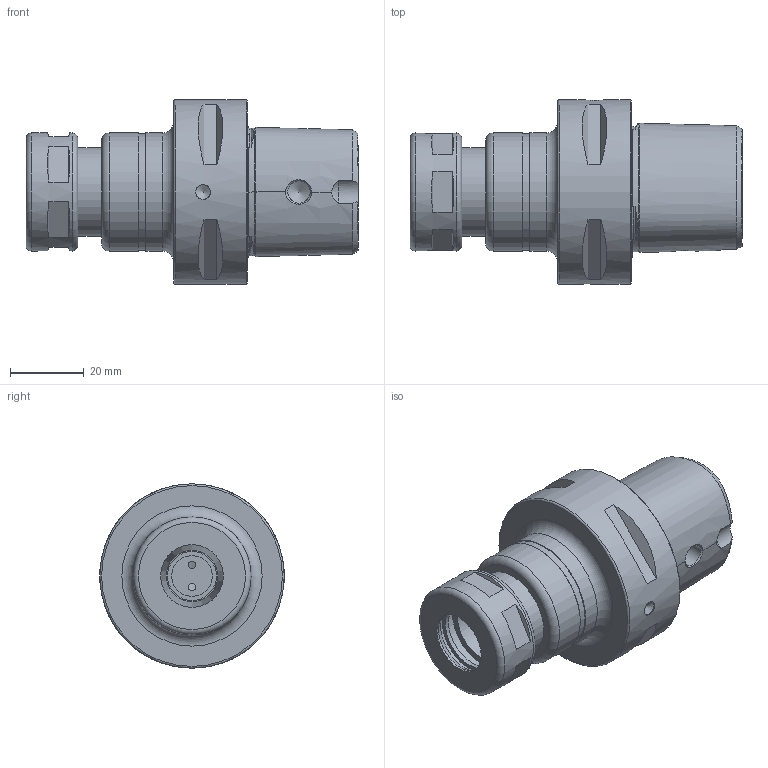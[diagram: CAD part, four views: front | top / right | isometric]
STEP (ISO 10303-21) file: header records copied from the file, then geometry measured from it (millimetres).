
FILE_DESCRIPTION((''),'2;1');
FILE_NAME('670000512060-3D.stp','2021-01-29T13:34:25',('nttooll'),(''),'Autodesk Inventor 2012','Autodesk Inventor 2012','');
FILE_SCHEMA(('AUTOMOTIVE_DESIGN { 1 0 10303 214 1 1 1 1 }'));
Length unit declared in the file: millimetre
Products named in the file (1): 670000512060-3D
Bounding box: 90 x 50 x 50 mm (x, y, z)
Volume: 73916.6 mm3; surface area: 20676.8 mm2
Topology: 1 solids, 2 shells, 132 faces, 277 edges, 174 vertices
Faces by surface type: plane 55, cylinder 33, cone 23, bspline 12, torus 9
Full cylindrical faces by diameter (mm): 2 x2, 4 x1, 6.1 x3, 11 x1, 13.3 x1, 14.5 x1, 16 x2, 17 x2, 18.2 x1, 20.5 x1, 21 x2, 24 x3, 31.6 x1, 32 x3, 50 x1
Entity records: 6946 total; most frequent: CARTESIAN_POINT 4367, DIRECTION 503, ORIENTED_EDGE 420, AXIS2_PLACEMENT_3D 222, EDGE_LOOP 214, EDGE_CURVE 210, VERTEX_POINT 160, FACE_OUTER_BOUND 130
